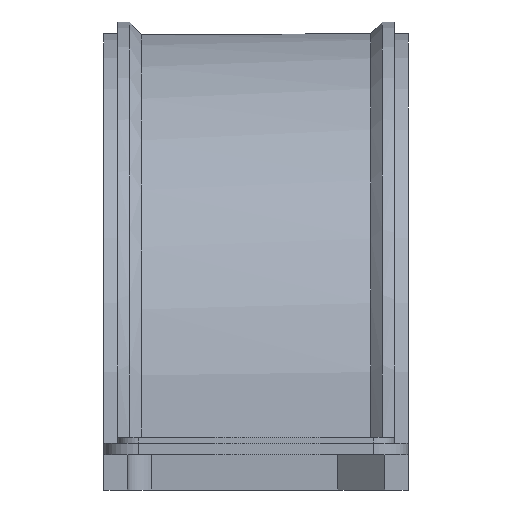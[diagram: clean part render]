
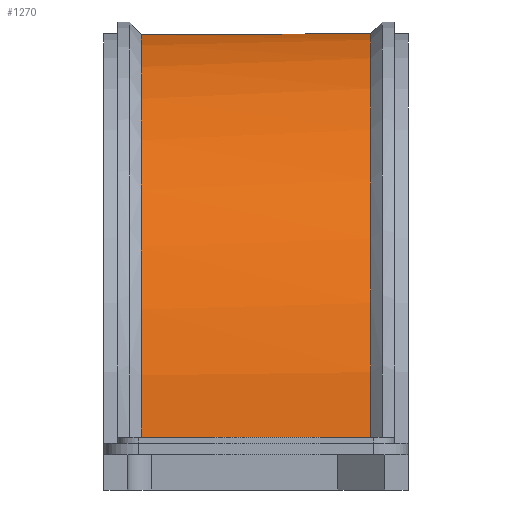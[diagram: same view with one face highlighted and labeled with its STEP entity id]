
A CAD part, front view. The second image highlights one B-rep face of the part: STEP entity #1270.
In plain terms, the highlighted cylindrical face has radius 35 mm (diameter 70 mm), a partial arc.
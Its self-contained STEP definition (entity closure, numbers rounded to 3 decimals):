
#32=CYLINDRICAL_SURFACE('',#1381,35.);
#69=FACE_OUTER_BOUND('',#143,.T.);
#143=EDGE_LOOP('',(#921,#922,#923,#924,#925,#926,#927,#928));
#214=CIRCLE('',#1374,35.);
#215=CIRCLE('',#1376,35.);
#217=CIRCLE('',#1379,35.);
#218=CIRCLE('',#1382,35.);
#294=LINE('',#1966,#425);
#296=LINE('',#1974,#427);
#298=LINE('',#2002,#429);
#299=LINE('',#2008,#430);
#425=VECTOR('',#1560,10.);
#427=VECTOR('',#1564,10.);
#429=VECTOR('',#1582,10.);
#430=VECTOR('',#1585,10.);
#560=VERTEX_POINT('',#1963);
#561=VERTEX_POINT('',#1965);
#562=VERTEX_POINT('',#1969);
#563=VERTEX_POINT('',#1973);
#564=VERTEX_POINT('',#1979);
#568=VERTEX_POINT('',#1995);
#569=VERTEX_POINT('',#2001);
#570=VERTEX_POINT('',#2007);
#690=EDGE_CURVE('',#561,#560,#294,.T.);
#693=EDGE_CURVE('',#563,#562,#296,.T.);
#695=EDGE_CURVE('',#560,#563,#214,.T.);
#696=EDGE_CURVE('',#561,#564,#215,.T.);
#702=EDGE_CURVE('',#568,#562,#217,.T.);
#703=EDGE_CURVE('',#569,#564,#298,.T.);
#705=EDGE_CURVE('',#570,#568,#299,.T.);
#706=EDGE_CURVE('',#569,#570,#218,.T.);
#921=ORIENTED_EDGE('',*,*,#693,.T.);
#922=ORIENTED_EDGE('',*,*,#702,.F.);
#923=ORIENTED_EDGE('',*,*,#705,.F.);
#924=ORIENTED_EDGE('',*,*,#706,.F.);
#925=ORIENTED_EDGE('',*,*,#703,.T.);
#926=ORIENTED_EDGE('',*,*,#696,.F.);
#927=ORIENTED_EDGE('',*,*,#690,.T.);
#928=ORIENTED_EDGE('',*,*,#695,.T.);
#1270=ADVANCED_FACE('',(#69),#32,.T.);
#1374=AXIS2_PLACEMENT_3D('',#1977,#1568,#1569);
#1376=AXIS2_PLACEMENT_3D('',#1980,#1572,#1573);
#1379=AXIS2_PLACEMENT_3D('',#1999,#1578,#1579);
#1381=AXIS2_PLACEMENT_3D('',#2006,#1583,#1584);
#1382=AXIS2_PLACEMENT_3D('',#2009,#1586,#1587);
#1560=DIRECTION('',(1.,0.,0.));
#1564=DIRECTION('',(-1.,0.,0.));
#1568=DIRECTION('center_axis',(1.,0.,0.));
#1569=DIRECTION('ref_axis',(0.,1.,0.));
#1572=DIRECTION('center_axis',(-1.,0.,0.));
#1573=DIRECTION('ref_axis',(0.,1.,0.));
#1578=DIRECTION('center_axis',(-1.,0.,0.));
#1579=DIRECTION('ref_axis',(0.,1.,0.));
#1582=DIRECTION('',(-1.,0.,0.));
#1583=DIRECTION('center_axis',(1.,0.,0.));
#1584=DIRECTION('ref_axis',(0.,1.,0.));
#1585=DIRECTION('',(-1.,0.,0.));
#1586=DIRECTION('center_axis',(1.,0.,0.));
#1587=DIRECTION('ref_axis',(0.,1.,0.));
#1963=CARTESIAN_POINT('',(4.6,34.996,0.5));
#1965=CARTESIAN_POINT('',(1.2,34.996,0.5));
#1966=CARTESIAN_POINT('',(11.,34.996,0.5));
#1969=CARTESIAN_POINT('',(1.2,34.641,5.));
#1973=CARTESIAN_POINT('',(4.6,34.641,5.));
#1974=CARTESIAN_POINT('',(11.,34.641,5.));
#1977=CARTESIAN_POINT('Origin',(4.6,0.,0.));
#1979=CARTESIAN_POINT('',(1.2,35.,0.));
#1980=CARTESIAN_POINT('Origin',(1.2,0.,0.));
#1995=CARTESIAN_POINT('',(1.2,-35.,0.));
#1999=CARTESIAN_POINT('Origin',(1.2,0.,0.));
#2001=CARTESIAN_POINT('',(20.8,35.,0.));
#2002=CARTESIAN_POINT('',(21.8,35.,0.));
#2006=CARTESIAN_POINT('Origin',(11.,0.,0.));
#2007=CARTESIAN_POINT('',(20.8,-35.,0.));
#2008=CARTESIAN_POINT('',(21.8,-35.,0.));
#2009=CARTESIAN_POINT('Origin',(20.8,0.,0.));
